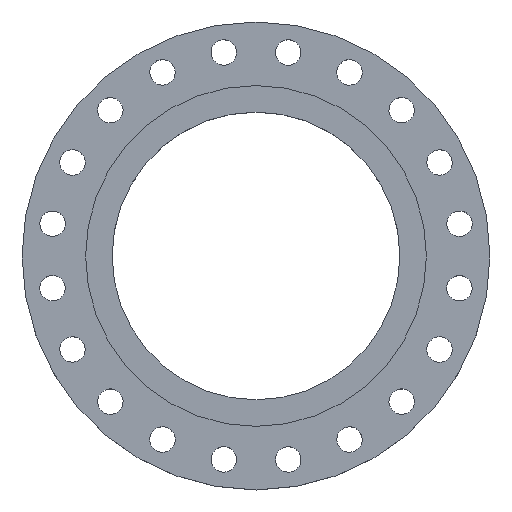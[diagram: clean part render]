
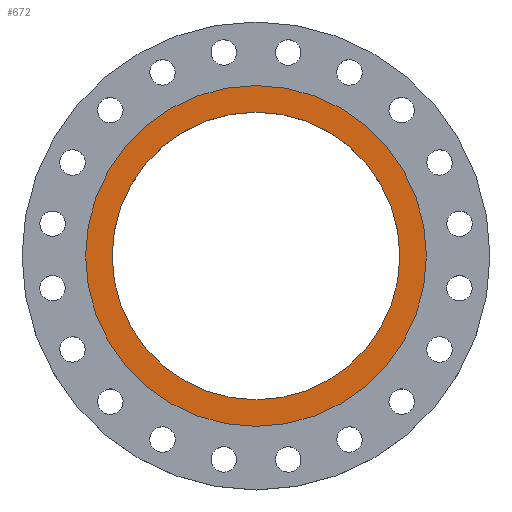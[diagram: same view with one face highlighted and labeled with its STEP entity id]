
A CAD part, top view. The second image highlights one B-rep face of the part: STEP entity #672.
In plain terms, the highlighted planar face has unit normal (0, 0, 1).
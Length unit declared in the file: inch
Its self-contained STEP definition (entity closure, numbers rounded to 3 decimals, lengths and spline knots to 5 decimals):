
#53 = CIRCLE ( 'NONE', #177, 7.07 ) ;
#69 = CARTESIAN_POINT ( 'NONE',  ( 0., 0., 0. ) ) ;
#77 = DIRECTION ( 'NONE',  ( 1., 0., 0. ) ) ;
#135 = CARTESIAN_POINT ( 'NONE',  ( -8.375, 0., 0. ) ) ;
#177 = AXIS2_PLACEMENT_3D ( 'NONE', #69, #1683, #988 ) ;
#284 = FACE_BOUND ( 'NONE', #978, .T. ) ;
#328 = DIRECTION ( 'NONE',  ( 1., 0., 0. ) ) ;
#347 = CARTESIAN_POINT ( 'NONE',  ( 8.375, 0., 0. ) ) ;
#354 = VERTEX_POINT ( 'NONE', #347 ) ;
#365 = CARTESIAN_POINT ( 'NONE',  ( 0., 0., 0. ) ) ;
#387 = ORIENTED_EDGE ( 'NONE', *, *, #1847, .F. ) ;
#399 = CIRCLE ( 'NONE', #1757, 8.375 ) ;
#426 = ORIENTED_EDGE ( 'NONE', *, *, #1810, .T. ) ;
#453 = DIRECTION ( 'NONE',  ( 1., 0., 0. ) ) ;
#477 = EDGE_CURVE ( 'NONE', #354, #684, #399, .T. ) ;
#515 = AXIS2_PLACEMENT_3D ( 'NONE', #592, #915, #1607 ) ;
#524 = EDGE_CURVE ( 'NONE', #791, #1291, #53, .T. ) ;
#592 = CARTESIAN_POINT ( 'NONE',  ( 0., 0., 0. ) ) ;
#615 = CIRCLE ( 'NONE', #515, 7.07 ) ;
#627 = CARTESIAN_POINT ( 'NONE',  ( 7.07, 0., 0. ) ) ;
#667 = ORIENTED_EDGE ( 'NONE', *, *, #524, .F. ) ;
#672 = ADVANCED_FACE ( 'NONE', ( #284, #1429 ), #1296, .T. ) ;
#684 = VERTEX_POINT ( 'NONE', #135 ) ;
#724 = CARTESIAN_POINT ( 'NONE',  ( 0., 0., 0. ) ) ;
#791 = VERTEX_POINT ( 'NONE', #1750 ) ;
#860 = ORIENTED_EDGE ( 'NONE', *, *, #477, .T. ) ;
#897 = DIRECTION ( 'NONE',  ( 0., 0., 1. ) ) ;
#915 = DIRECTION ( 'NONE',  ( 0., 0., 1. ) ) ;
#978 = EDGE_LOOP ( 'NONE', ( #387, #667 ) ) ;
#988 = DIRECTION ( 'NONE',  ( 1., 0., 0. ) ) ;
#1041 = AXIS2_PLACEMENT_3D ( 'NONE', #724, #1282, #453 ) ;
#1172 = CIRCLE ( 'NONE', #1413, 8.375 ) ;
#1258 = EDGE_LOOP ( 'NONE', ( #860, #426 ) ) ;
#1282 = DIRECTION ( 'NONE',  ( 0., 0., 1. ) ) ;
#1291 = VERTEX_POINT ( 'NONE', #627 ) ;
#1296 = PLANE ( 'NONE',  #1041 ) ;
#1413 = AXIS2_PLACEMENT_3D ( 'NONE', #1749, #897, #328 ) ;
#1429 = FACE_OUTER_BOUND ( 'NONE', #1258, .T. ) ;
#1607 = DIRECTION ( 'NONE',  ( 1., 0., 0. ) ) ;
#1674 = DIRECTION ( 'NONE',  ( 0., 0., 1. ) ) ;
#1683 = DIRECTION ( 'NONE',  ( 0., 0., 1. ) ) ;
#1749 = CARTESIAN_POINT ( 'NONE',  ( 0., 0., 0. ) ) ;
#1750 = CARTESIAN_POINT ( 'NONE',  ( -7.07, 0., 0. ) ) ;
#1757 = AXIS2_PLACEMENT_3D ( 'NONE', #365, #1674, #77 ) ;
#1810 = EDGE_CURVE ( 'NONE', #684, #354, #1172, .T. ) ;
#1847 = EDGE_CURVE ( 'NONE', #1291, #791, #615, .T. ) ;
